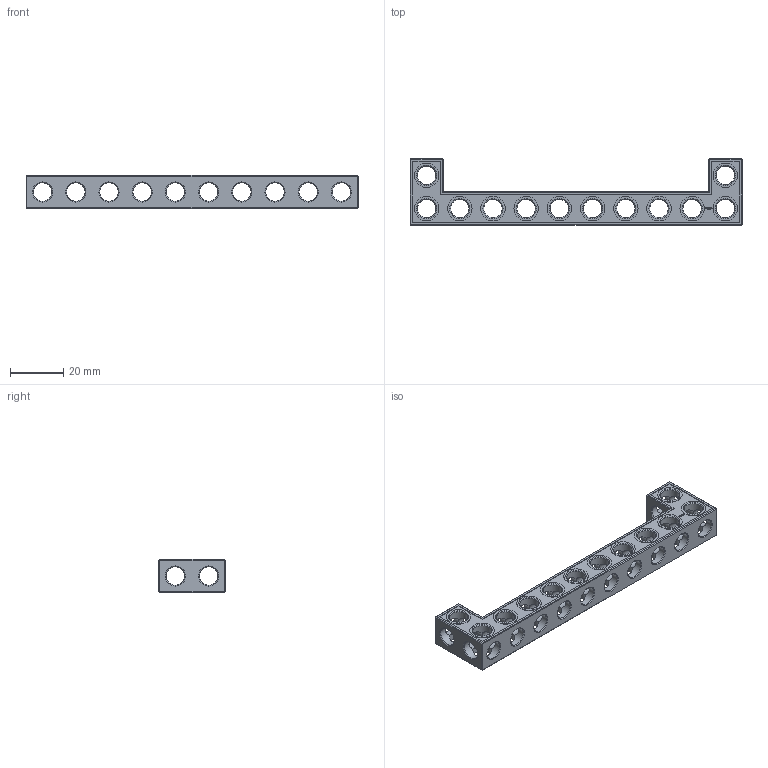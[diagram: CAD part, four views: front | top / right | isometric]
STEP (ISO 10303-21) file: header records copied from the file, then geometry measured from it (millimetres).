
FILE_DESCRIPTION(('FreeCAD Model'),'2;1');
FILE_NAME('Open CASCADE Shape Model','2022-02-25T16:20:51',('Author'),( ''),'Open CASCADE STEP processor 7.5','FreeCAD','Unknown');
FILE_SCHEMA(('AUTOMOTIVE_DESIGN { 1 0 10303 214 1 1 1 1 }'));
Products named in the file (1): Beam AGD ESS USH SYM BU10x02x01 - SPN-BEM-0442 (stemfie.org)
Bounding box: 125 x 25 x 12.5 mm (x, y, z)
Volume: 11717.5 mm3; surface area: 10614.5 mm2
Topology: 1 solids, 1 shells, 642 faces, 1850 edges, 1208 vertices
Faces by surface type: plane 403, extrusion 116, cylinder 73, cone 50
Full cylindrical faces by diameter (mm): 6.98 x6, 7 x55, 9.2 x12
Entity records: 58190 total; most frequent: CARTESIAN_POINT 22707, DIRECTION 5944, VECTOR 4208, LINE 4092, ORIENTED_EDGE 3700, PCURVE 3700, DEFINITIONAL_REPRESENTATION 3700, EDGE_CURVE 1850
